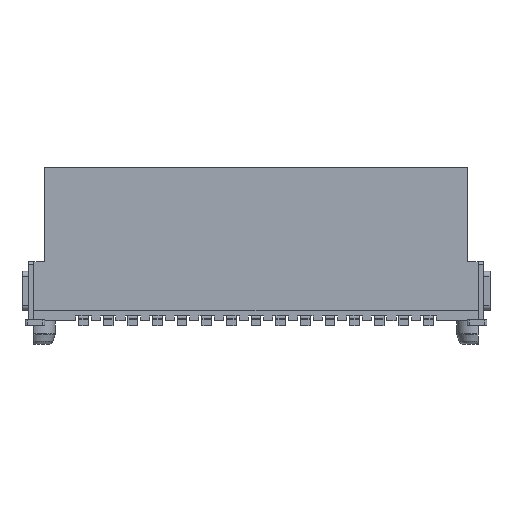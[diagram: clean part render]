
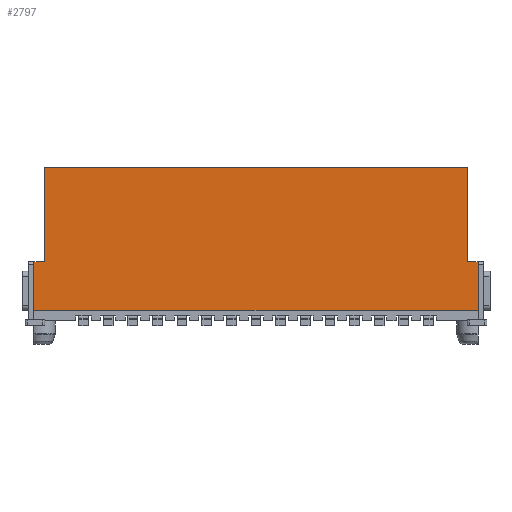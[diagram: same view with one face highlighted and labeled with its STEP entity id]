
A CAD part, left-side view. The second image highlights one B-rep face of the part: STEP entity #2797.
In plain terms, the highlighted planar face has unit normal (-1, 0, 0).
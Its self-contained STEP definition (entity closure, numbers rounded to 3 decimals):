
#2797=ADVANCED_FACE('',(#5090),#3910,.T.);
#3910=PLANE('',#22589);
#5090=FACE_OUTER_BOUND('',#6400,.T.);
#6400=EDGE_LOOP('',(#10754,#10755,#10756,#10757,#10758,#10759,#10760,#10761));
#10754=ORIENTED_EDGE('',*,*,#16299,.T.);
#10755=ORIENTED_EDGE('',*,*,#16300,.T.);
#10756=ORIENTED_EDGE('',*,*,#16296,.T.);
#10757=ORIENTED_EDGE('',*,*,#16301,.F.);
#10758=ORIENTED_EDGE('',*,*,#16302,.F.);
#10759=ORIENTED_EDGE('',*,*,#16303,.T.);
#10760=ORIENTED_EDGE('',*,*,#16304,.T.);
#10761=ORIENTED_EDGE('',*,*,#16305,.T.);
#13769=VERTEX_POINT('',#34504);
#13770=VERTEX_POINT('',#34506);
#13772=VERTEX_POINT('',#34512);
#13773=VERTEX_POINT('',#34513);
#13774=VERTEX_POINT('',#34516);
#13775=VERTEX_POINT('',#34518);
#13776=VERTEX_POINT('',#34520);
#13777=VERTEX_POINT('',#34522);
#16296=EDGE_CURVE('',#13770,#13769,#18801,.T.);
#16299=EDGE_CURVE('',#13772,#13773,#18804,.T.);
#16300=EDGE_CURVE('',#13773,#13770,#18805,.T.);
#16301=EDGE_CURVE('',#13774,#13769,#18806,.T.);
#16302=EDGE_CURVE('',#13775,#13774,#18807,.T.);
#16303=EDGE_CURVE('',#13775,#13776,#18808,.T.);
#16304=EDGE_CURVE('',#13776,#13777,#18809,.T.);
#16305=EDGE_CURVE('',#13777,#13772,#18810,.T.);
#18801=LINE('',#34505,#21100);
#18804=LINE('',#34511,#21103);
#18805=LINE('',#34514,#21104);
#18806=LINE('',#34515,#21105);
#18807=LINE('',#34517,#21106);
#18808=LINE('',#34519,#21107);
#18809=LINE('',#34521,#21108);
#18810=LINE('',#34523,#21109);
#21100=VECTOR('',#26283,1.);
#21103=VECTOR('',#26288,1.);
#21104=VECTOR('',#26289,1.);
#21105=VECTOR('',#26290,1.);
#21106=VECTOR('',#26291,1.);
#21107=VECTOR('',#26292,1.);
#21108=VECTOR('',#26293,1.);
#21109=VECTOR('',#26294,1.);
#22589=AXIS2_PLACEMENT_3D('',#34524,#26295,#26296);
#26283=DIRECTION('',(0.,1.,0.));
#26288=DIRECTION('',(0.,-1.,0.));
#26289=DIRECTION('',(0.,0.,1.));
#26290=DIRECTION('',(0.,0.,-1.));
#26291=DIRECTION('',(0.,-1.,0.));
#26292=DIRECTION('',(0.,0.,-1.));
#26293=DIRECTION('',(0.,1.,0.));
#26294=DIRECTION('',(0.,0.,-1.));
#26295=DIRECTION('',(-1.,0.,0.));
#26296=DIRECTION('',(0.,-1.,0.));
#34504=CARTESIAN_POINT('',(1.156,10.212,-15.922));
#34505=CARTESIAN_POINT('',(1.156,9.662,-15.922));
#34506=CARTESIAN_POINT('',(1.156,9.662,-15.922));
#34511=CARTESIAN_POINT('',(1.156,32.562,-18.422));
#34512=CARTESIAN_POINT('',(1.156,32.562,-18.422));
#34513=CARTESIAN_POINT('',(1.156,9.662,-18.422));
#34514=CARTESIAN_POINT('',(1.156,9.662,-18.422));
#34515=CARTESIAN_POINT('',(1.156,10.212,-11.092));
#34516=CARTESIAN_POINT('',(1.156,10.212,-11.092));
#34517=CARTESIAN_POINT('',(1.156,32.012,-11.092));
#34518=CARTESIAN_POINT('',(1.156,32.012,-11.092));
#34519=CARTESIAN_POINT('',(1.156,32.012,-11.092));
#34520=CARTESIAN_POINT('',(1.156,32.012,-15.922));
#34521=CARTESIAN_POINT('',(1.156,32.012,-15.922));
#34522=CARTESIAN_POINT('',(1.156,32.562,-15.922));
#34523=CARTESIAN_POINT('',(1.156,32.562,-15.922));
#34524=CARTESIAN_POINT('',(1.156,33.111,-18.833));
